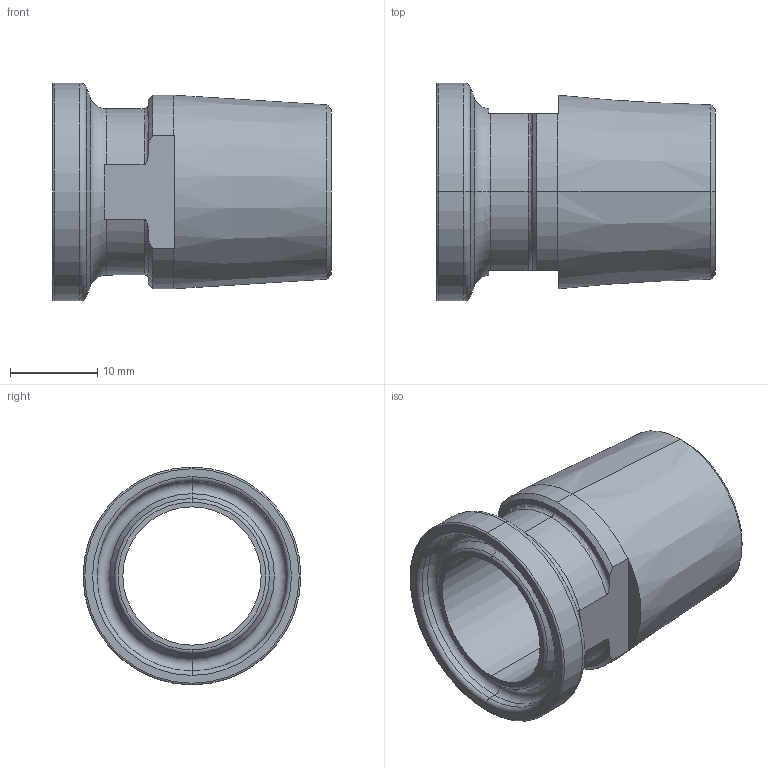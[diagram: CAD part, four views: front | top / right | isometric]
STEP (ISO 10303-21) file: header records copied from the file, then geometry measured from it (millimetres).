
FILE_DESCRIPTION (( 'STEP AP214' ), '1' );
FILE_NAME ('AM.075.050.STEP', '2020-03-16T15:48:39', ( '' ), ( '' ), 'SwSTEP 2.0', 'SolidWorks 2019', '' );
FILE_SCHEMA (( 'AUTOMOTIVE_DESIGN' ));
Length unit declared in the file: millimetre
Products named in the file (1): AM.075.050
Bounding box: 32 x 25 x 25 mm (x, y, z)
Volume: 4724.3 mm3; surface area: 4415.4 mm2
Topology: 1 solids, 1 shells, 49 faces, 117 edges, 71 vertices
Faces by surface type: torus 15, cylinder 12, cone 11, plane 11
Entity records: 1516 total; most frequent: CARTESIAN_POINT 317, DIRECTION 269, ORIENTED_EDGE 234, AXIS2_PLACEMENT_3D 118, EDGE_CURVE 117, VERTEX_POINT 71, CIRCLE 68, EDGE_LOOP 52
